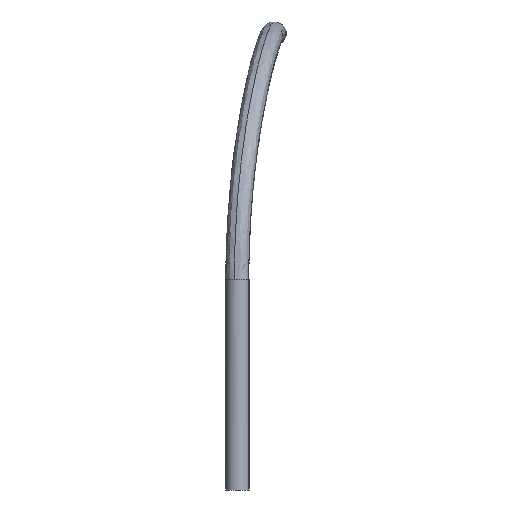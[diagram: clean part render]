
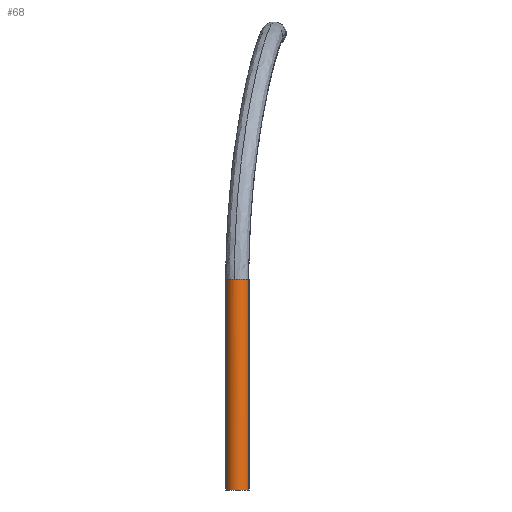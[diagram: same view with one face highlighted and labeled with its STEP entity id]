
A CAD part, front view. The second image highlights one B-rep face of the part: STEP entity #68.
In plain terms, the highlighted cylindrical face has radius 2.5 mm (diameter 5 mm), a partial arc.
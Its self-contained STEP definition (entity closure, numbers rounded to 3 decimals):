
#68=ADVANCED_FACE('',(#109),#110,.T.);
#109=FACE_OUTER_BOUND('',#3704,.T.);
#110=CYLINDRICAL_SURFACE('',#3705,2.5);
#3704=EDGE_LOOP('',(#5001,#5002,#5003,#5004,#5005));
#3705=AXIS2_PLACEMENT_3D('',#5006,#5007,#5008);
#5001=ORIENTED_EDGE('',*,*,#5041,.T.);
#5002=ORIENTED_EDGE('',*,*,#5080,.T.);
#5003=ORIENTED_EDGE('',*,*,#5053,.F.);
#5004=ORIENTED_EDGE('',*,*,#5081,.F.);
#5005=ORIENTED_EDGE('',*,*,#5077,.F.);
#5006=CARTESIAN_POINT('',(244.531,-62.934,0.0));
#5007=DIRECTION('',(-0.0,0.0,-1.0));
#5008=DIRECTION('',(-0.864,-0.504,0.0));
#5041=EDGE_CURVE('',#5099,#5100,#5101,.T.);
#5053=EDGE_CURVE('',#5122,#5124,#5125,.T.);
#5077=EDGE_CURVE('',#5099,#5156,#5157,.T.);
#5080=EDGE_CURVE('',#5100,#5124,#5160,.T.);
#5081=EDGE_CURVE('',#5156,#5122,#5161,.T.);
#5099=VERTEX_POINT('',#5179);
#5100=VERTEX_POINT('',#5180);
#5101=LINE('',#5181,#5182);
#5122=VERTEX_POINT('',#5207);
#5124=VERTEX_POINT('',#5209);
#5125=LINE('',#5210,#5211);
#5156=VERTEX_POINT('',#5482);
#5157=CIRCLE('',#5483,2.5);
#5160=CIRCLE('',#5510,2.5);
#5161=CIRCLE('',#5511,2.5);
#5179=CARTESIAN_POINT('',(242.373,-64.194,-55.0));
#5180=CARTESIAN_POINT('',(242.373,-64.194,-100.0));
#5181=CARTESIAN_POINT('',(242.373,-64.194,-77.5));
#5182=VECTOR('',#5539,1.0);
#5207=CARTESIAN_POINT('',(246.952,-63.557,-55.0));
#5209=CARTESIAN_POINT('',(246.952,-63.557,-100.0));
#5210=CARTESIAN_POINT('',(246.952,-63.557,0.0));
#5211=VECTOR('',#5565,1.0);
#5482=CARTESIAN_POINT('',(243.884,-65.349,-55.0));
#5483=AXIS2_PLACEMENT_3D('',#5610,#5611,#5612);
#5510=AXIS2_PLACEMENT_3D('',#5616,#5617,#5618);
#5511=AXIS2_PLACEMENT_3D('',#5619,#5620,#5621);
#5539=DIRECTION('',(0.0,0.0,-1.0));
#5565=DIRECTION('',(0.0,0.0,-1.0));
#5610=CARTESIAN_POINT('',(244.531,-62.934,-55.0));
#5611=DIRECTION('',(0.,0.,1.0));
#5612=DIRECTION('',(-0.968,0.249,0.0));
#5616=CARTESIAN_POINT('',(244.531,-62.934,-100.0));
#5617=DIRECTION('',(0.0,0.0,1.0));
#5618=DIRECTION('',(-0.864,-0.504,0.0));
#5619=CARTESIAN_POINT('',(244.531,-62.934,-55.0));
#5620=DIRECTION('',(0.,0.,1.0));
#5621=DIRECTION('',(-0.259,-0.966,0.));
